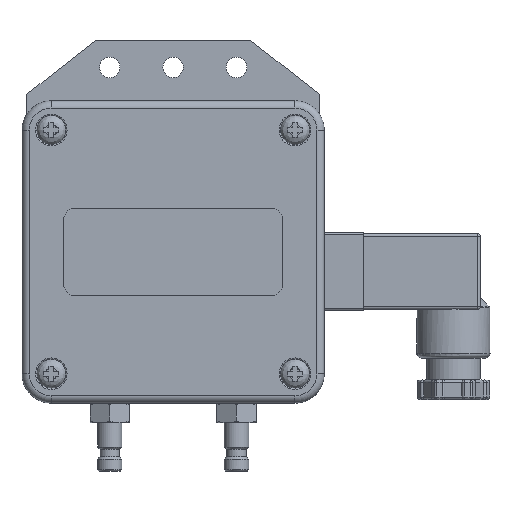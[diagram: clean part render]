
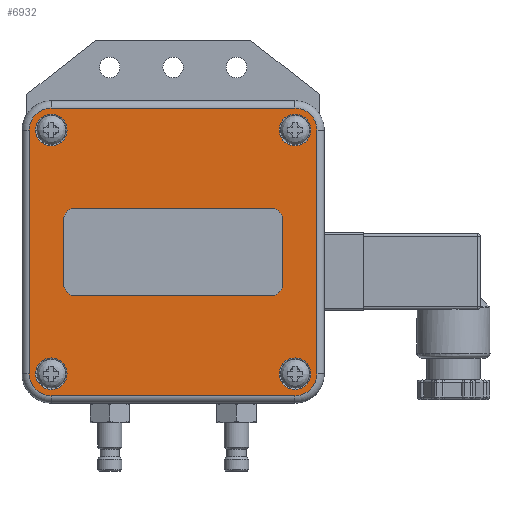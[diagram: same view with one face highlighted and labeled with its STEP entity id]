
A CAD part, top view. The second image highlights one B-rep face of the part: STEP entity #6932.
In plain terms, the highlighted planar face has unit normal (0, 0, 1).
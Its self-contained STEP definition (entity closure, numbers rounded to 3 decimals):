
#292=LINE('',#10615,#814);
#293=LINE('',#10619,#815);
#294=LINE('',#10623,#816);
#295=LINE('',#10626,#817);
#296=LINE('',#10633,#818);
#297=LINE('',#10637,#819);
#298=LINE('',#10641,#820);
#299=LINE('',#10645,#821);
#814=VECTOR('',#8442,10.);
#815=VECTOR('',#8445,10.);
#816=VECTOR('',#8448,10.);
#817=VECTOR('',#8451,10.);
#818=VECTOR('',#8456,10.);
#819=VECTOR('',#8459,10.);
#820=VECTOR('',#8462,10.);
#821=VECTOR('',#8465,10.);
#1353=PLANE('',#7473);
#1565=FACE_BOUND('',#2177,.T.);
#1566=FACE_BOUND('',#2178,.T.);
#1567=FACE_BOUND('',#2179,.T.);
#1568=FACE_BOUND('',#2180,.T.);
#1569=FACE_BOUND('',#2181,.T.);
#1687=FACE_OUTER_BOUND('',#2176,.T.);
#2176=EDGE_LOOP('',(#4842,#4843,#4844,#4845,#4846,#4847,#4848,#4849));
#2177=EDGE_LOOP('',(#4850));
#2178=EDGE_LOOP('',(#4851));
#2179=EDGE_LOOP('',(#4852,#4853,#4854,#4855,#4856,#4857,#4858,#4859));
#2180=EDGE_LOOP('',(#4860));
#2181=EDGE_LOOP('',(#4861));
#2733=CIRCLE('',#7472,3.25);
#2734=CIRCLE('',#7474,4.5);
#2735=CIRCLE('',#7475,4.5);
#2736=CIRCLE('',#7476,4.5);
#2737=CIRCLE('',#7477,4.5);
#2738=CIRCLE('',#7478,3.25);
#2739=CIRCLE('',#7479,3.25);
#2740=CIRCLE('',#7480,2.5);
#2741=CIRCLE('',#7481,2.5);
#2742=CIRCLE('',#7482,2.5);
#2743=CIRCLE('',#7483,2.5);
#2744=CIRCLE('',#7484,3.25);
#3081=VERTEX_POINT('',#10608);
#3082=VERTEX_POINT('',#10611);
#3083=VERTEX_POINT('',#10612);
#3084=VERTEX_POINT('',#10614);
#3085=VERTEX_POINT('',#10616);
#3086=VERTEX_POINT('',#10618);
#3087=VERTEX_POINT('',#10620);
#3088=VERTEX_POINT('',#10622);
#3089=VERTEX_POINT('',#10624);
#3090=VERTEX_POINT('',#10627);
#3091=VERTEX_POINT('',#10629);
#3092=VERTEX_POINT('',#10631);
#3093=VERTEX_POINT('',#10632);
#3094=VERTEX_POINT('',#10634);
#3095=VERTEX_POINT('',#10636);
#3096=VERTEX_POINT('',#10638);
#3097=VERTEX_POINT('',#10640);
#3098=VERTEX_POINT('',#10642);
#3099=VERTEX_POINT('',#10644);
#3100=VERTEX_POINT('',#10647);
#3750=EDGE_CURVE('',#3081,#3081,#2733,.T.);
#3751=EDGE_CURVE('',#3082,#3083,#2734,.T.);
#3752=EDGE_CURVE('',#3084,#3082,#292,.T.);
#3753=EDGE_CURVE('',#3085,#3084,#2735,.T.);
#3754=EDGE_CURVE('',#3086,#3085,#293,.T.);
#3755=EDGE_CURVE('',#3087,#3086,#2736,.T.);
#3756=EDGE_CURVE('',#3088,#3087,#294,.T.);
#3757=EDGE_CURVE('',#3089,#3088,#2737,.T.);
#3758=EDGE_CURVE('',#3083,#3089,#295,.T.);
#3759=EDGE_CURVE('',#3090,#3090,#2738,.T.);
#3760=EDGE_CURVE('',#3091,#3091,#2739,.T.);
#3761=EDGE_CURVE('',#3092,#3093,#296,.T.);
#3762=EDGE_CURVE('',#3094,#3093,#2740,.T.);
#3763=EDGE_CURVE('',#3094,#3095,#297,.T.);
#3764=EDGE_CURVE('',#3096,#3095,#2741,.T.);
#3765=EDGE_CURVE('',#3096,#3097,#298,.T.);
#3766=EDGE_CURVE('',#3098,#3097,#2742,.T.);
#3767=EDGE_CURVE('',#3098,#3099,#299,.T.);
#3768=EDGE_CURVE('',#3092,#3099,#2743,.T.);
#3769=EDGE_CURVE('',#3100,#3100,#2744,.T.);
#4842=ORIENTED_EDGE('',*,*,#3751,.F.);
#4843=ORIENTED_EDGE('',*,*,#3752,.F.);
#4844=ORIENTED_EDGE('',*,*,#3753,.F.);
#4845=ORIENTED_EDGE('',*,*,#3754,.F.);
#4846=ORIENTED_EDGE('',*,*,#3755,.F.);
#4847=ORIENTED_EDGE('',*,*,#3756,.F.);
#4848=ORIENTED_EDGE('',*,*,#3757,.F.);
#4849=ORIENTED_EDGE('',*,*,#3758,.F.);
#4850=ORIENTED_EDGE('',*,*,#3759,.F.);
#4851=ORIENTED_EDGE('',*,*,#3760,.F.);
#4852=ORIENTED_EDGE('',*,*,#3761,.T.);
#4853=ORIENTED_EDGE('',*,*,#3762,.F.);
#4854=ORIENTED_EDGE('',*,*,#3763,.T.);
#4855=ORIENTED_EDGE('',*,*,#3764,.F.);
#4856=ORIENTED_EDGE('',*,*,#3765,.T.);
#4857=ORIENTED_EDGE('',*,*,#3766,.F.);
#4858=ORIENTED_EDGE('',*,*,#3767,.T.);
#4859=ORIENTED_EDGE('',*,*,#3768,.F.);
#4860=ORIENTED_EDGE('',*,*,#3769,.F.);
#4861=ORIENTED_EDGE('',*,*,#3750,.F.);
#6932=ADVANCED_FACE('',(#1687,#1565,#1566,#1567,#1568,#1569),#1353,.T.);
#7472=AXIS2_PLACEMENT_3D('',#10609,#8436,#8437);
#7473=AXIS2_PLACEMENT_3D('',#10610,#8438,#8439);
#7474=AXIS2_PLACEMENT_3D('',#10613,#8440,#8441);
#7475=AXIS2_PLACEMENT_3D('',#10617,#8443,#8444);
#7476=AXIS2_PLACEMENT_3D('',#10621,#8446,#8447);
#7477=AXIS2_PLACEMENT_3D('',#10625,#8449,#8450);
#7478=AXIS2_PLACEMENT_3D('',#10628,#8452,#8453);
#7479=AXIS2_PLACEMENT_3D('',#10630,#8454,#8455);
#7480=AXIS2_PLACEMENT_3D('',#10635,#8457,#8458);
#7481=AXIS2_PLACEMENT_3D('',#10639,#8460,#8461);
#7482=AXIS2_PLACEMENT_3D('',#10643,#8463,#8464);
#7483=AXIS2_PLACEMENT_3D('',#10646,#8466,#8467);
#7484=AXIS2_PLACEMENT_3D('',#10648,#8468,#8469);
#8436=DIRECTION('center_axis',(0.,0.,1.));
#8437=DIRECTION('ref_axis',(0.,-1.,0.));
#8438=DIRECTION('center_axis',(0.,0.,1.));
#8439=DIRECTION('ref_axis',(1.,0.,0.));
#8440=DIRECTION('center_axis',(0.,0.,-1.));
#8441=DIRECTION('ref_axis',(0.707,-0.707,0.));
#8442=DIRECTION('',(0.,-1.,0.));
#8443=DIRECTION('center_axis',(0.,0.,-1.));
#8444=DIRECTION('ref_axis',(0.707,0.707,0.));
#8445=DIRECTION('',(1.,0.,0.));
#8446=DIRECTION('center_axis',(0.,0.,-1.));
#8447=DIRECTION('ref_axis',(-0.707,0.707,0.));
#8448=DIRECTION('',(0.,1.,0.));
#8449=DIRECTION('center_axis',(0.,0.,-1.));
#8450=DIRECTION('ref_axis',(-0.707,-0.707,0.));
#8451=DIRECTION('',(-1.,0.,0.));
#8452=DIRECTION('center_axis',(0.,0.,1.));
#8453=DIRECTION('ref_axis',(1.,0.,0.));
#8454=DIRECTION('center_axis',(0.,0.,1.));
#8455=DIRECTION('ref_axis',(-1.,0.,0.));
#8456=DIRECTION('',(0.,1.,0.));
#8457=DIRECTION('center_axis',(0.,0.,1.));
#8458=DIRECTION('ref_axis',(-0.707,0.707,0.));
#8459=DIRECTION('',(1.,0.,0.));
#8460=DIRECTION('center_axis',(0.,0.,1.));
#8461=DIRECTION('ref_axis',(0.707,0.707,0.));
#8462=DIRECTION('',(0.,-1.,0.));
#8463=DIRECTION('center_axis',(0.,0.,1.));
#8464=DIRECTION('ref_axis',(0.707,-0.707,0.));
#8465=DIRECTION('',(-1.,0.,0.));
#8466=DIRECTION('center_axis',(0.,0.,1.));
#8467=DIRECTION('ref_axis',(-0.707,-0.707,0.));
#8468=DIRECTION('center_axis',(0.,0.,1.));
#8469=DIRECTION('ref_axis',(0.,1.,0.));
#10608=CARTESIAN_POINT('',(-25.,-21.75,33.));
#10609=CARTESIAN_POINT('Origin',(-25.,-25.,33.));
#10610=CARTESIAN_POINT('Origin',(0.,0.,33.));
#10611=CARTESIAN_POINT('',(29.5,-25.,33.));
#10612=CARTESIAN_POINT('',(25.,-29.5,33.));
#10613=CARTESIAN_POINT('Origin',(25.,-25.,33.));
#10614=CARTESIAN_POINT('',(29.5,25.,33.));
#10615=CARTESIAN_POINT('',(29.5,-15.5,33.));
#10616=CARTESIAN_POINT('',(25.,29.5,33.));
#10617=CARTESIAN_POINT('Origin',(25.,25.,33.));
#10618=CARTESIAN_POINT('',(-25.,29.5,33.));
#10619=CARTESIAN_POINT('',(15.5,29.5,33.));
#10620=CARTESIAN_POINT('',(-29.5,25.,33.));
#10621=CARTESIAN_POINT('Origin',(-25.,25.,33.));
#10622=CARTESIAN_POINT('',(-29.5,-25.,33.));
#10623=CARTESIAN_POINT('',(-29.5,15.5,33.));
#10624=CARTESIAN_POINT('',(-25.,-29.5,33.));
#10625=CARTESIAN_POINT('Origin',(-25.,-25.,33.));
#10626=CARTESIAN_POINT('',(-15.5,-29.5,33.));
#10627=CARTESIAN_POINT('',(21.75,-25.,33.));
#10628=CARTESIAN_POINT('Origin',(25.,-25.,33.));
#10629=CARTESIAN_POINT('',(-21.75,25.,33.));
#10630=CARTESIAN_POINT('Origin',(-25.,25.,33.));
#10631=CARTESIAN_POINT('',(-22.5,-6.5,33.));
#10632=CARTESIAN_POINT('',(-22.5,6.5,33.));
#10633=CARTESIAN_POINT('',(-22.5,-4.5,33.));
#10634=CARTESIAN_POINT('',(-20.,9.,33.));
#10635=CARTESIAN_POINT('Origin',(-20.,6.5,33.));
#10636=CARTESIAN_POINT('',(20.,9.,33.));
#10637=CARTESIAN_POINT('',(-11.25,9.,33.));
#10638=CARTESIAN_POINT('',(22.5,6.5,33.));
#10639=CARTESIAN_POINT('Origin',(20.,6.5,33.));
#10640=CARTESIAN_POINT('',(22.5,-6.5,33.));
#10641=CARTESIAN_POINT('',(22.5,4.5,33.));
#10642=CARTESIAN_POINT('',(20.,-9.,33.));
#10643=CARTESIAN_POINT('Origin',(20.,-6.5,33.));
#10644=CARTESIAN_POINT('',(-20.,-9.,33.));
#10645=CARTESIAN_POINT('',(11.25,-9.,33.));
#10646=CARTESIAN_POINT('Origin',(-20.,-6.5,33.));
#10647=CARTESIAN_POINT('',(25.,21.75,33.));
#10648=CARTESIAN_POINT('Origin',(25.,25.,33.));
